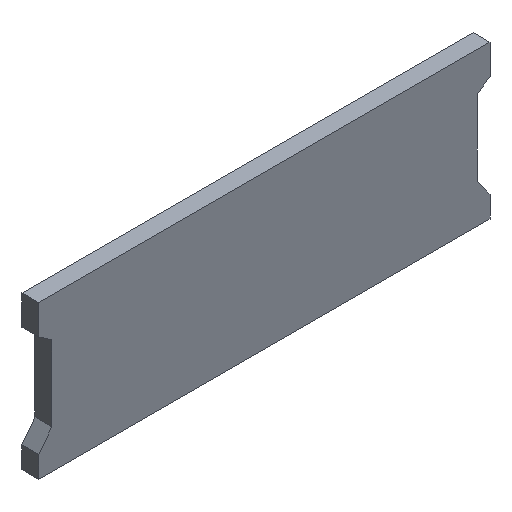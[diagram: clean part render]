
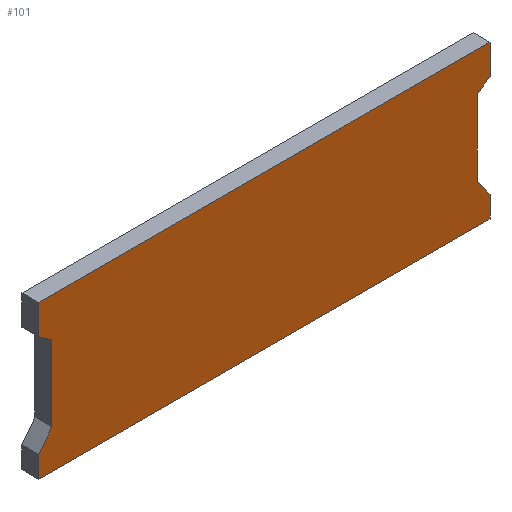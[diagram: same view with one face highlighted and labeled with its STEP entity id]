
A CAD part, isometric view. The second image highlights one B-rep face of the part: STEP entity #101.
In plain terms, the highlighted planar face has unit normal (0, -1, 0).
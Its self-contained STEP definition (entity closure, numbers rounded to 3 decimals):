
#8 = AXIS2_PLACEMENT_3D ( 'NONE', #803, #1175, #243 ) ;
#9 = ORIENTED_EDGE ( 'NONE', *, *, #823, .T. ) ;
#13 = CARTESIAN_POINT ( 'NONE',  ( 147.74, -1.75, 26.327 ) ) ;
#23 = VERTEX_POINT ( 'NONE', #686 ) ;
#25 = CARTESIAN_POINT ( 'NONE',  ( 156.74, -1.75, -38.215 ) ) ;
#36 = VECTOR ( 'NONE', #83, 1000. ) ;
#37 = VERTEX_POINT ( 'NONE', #40 ) ;
#40 = CARTESIAN_POINT ( 'NONE',  ( 156.74, -1.75, 32.542 ) ) ;
#49 = VECTOR ( 'NONE', #541, 1000. ) ;
#51 = ORIENTED_EDGE ( 'NONE', *, *, #1154, .T. ) ;
#54 = LINE ( 'NONE', #410, #464 ) ;
#71 = VECTOR ( 'NONE', #907, 1000. ) ;
#78 = ORIENTED_EDGE ( 'NONE', *, *, #404, .T. ) ;
#79 = CARTESIAN_POINT ( 'NONE',  ( 156.74, -1.75, -53.215 ) ) ;
#83 = DIRECTION ( 'NONE',  ( 0., 0., -1. ) ) ;
#85 = VECTOR ( 'NONE', #668, 1000. ) ;
#101 = ADVANCED_FACE ( 'NONE', ( #423 ), #975, .T. ) ;
#126 = VERTEX_POINT ( 'NONE', #265 ) ;
#158 = CARTESIAN_POINT ( 'NONE',  ( -147.74, -1.75, 26.327 ) ) ;
#164 = CARTESIAN_POINT ( 'NONE',  ( -156.74, -1.75, 32.542 ) ) ;
#227 = EDGE_CURVE ( 'NONE', #23, #126, #285, .T. ) ;
#243 = DIRECTION ( 'NONE',  ( 0., 0., -1. ) ) ;
#248 = CARTESIAN_POINT ( 'NONE',  ( -156.74, -1.75, -53.215 ) ) ;
#265 = CARTESIAN_POINT ( 'NONE',  ( -156.74, -1.75, -38.215 ) ) ;
#285 = LINE ( 'NONE', #1010, #85 ) ;
#292 = VECTOR ( 'NONE', #1035, 1000. ) ;
#302 = CARTESIAN_POINT ( 'NONE',  ( -156.74, -1.75, 53.215 ) ) ;
#305 = LINE ( 'NONE', #493, #292 ) ;
#307 = VECTOR ( 'NONE', #459, 1000. ) ;
#319 = DIRECTION ( 'NONE',  ( 0.823, 0., -0.568 ) ) ;
#327 = VERTEX_POINT ( 'NONE', #302 ) ;
#357 = ORIENTED_EDGE ( 'NONE', *, *, #448, .T. ) ;
#378 = CARTESIAN_POINT ( 'NONE',  ( 156.74, -1.75, -53.215 ) ) ;
#380 = CARTESIAN_POINT ( 'NONE',  ( -156.74, -1.75, 53.215 ) ) ;
#386 = DIRECTION ( 'NONE',  ( 0.823, 0., 0.568 ) ) ;
#404 = EDGE_CURVE ( 'NONE', #515, #23, #54, .T. ) ;
#410 = CARTESIAN_POINT ( 'NONE',  ( -147.74, -1.75, 26.327 ) ) ;
#419 = ORIENTED_EDGE ( 'NONE', *, *, #986, .T. ) ;
#423 = FACE_OUTER_BOUND ( 'NONE', #1132, .T. ) ;
#438 = ORIENTED_EDGE ( 'NONE', *, *, #1052, .T. ) ;
#448 = EDGE_CURVE ( 'NONE', #613, #1115, #714, .T. ) ;
#459 = DIRECTION ( 'NONE',  ( 1., 0., 0. ) ) ;
#460 = ORIENTED_EDGE ( 'NONE', *, *, #1025, .T. ) ;
#464 = VECTOR ( 'NONE', #773, 1000. ) ;
#491 = VERTEX_POINT ( 'NONE', #1070 ) ;
#493 = CARTESIAN_POINT ( 'NONE',  ( 156.74, -1.75, 32.542 ) ) ;
#506 = CARTESIAN_POINT ( 'NONE',  ( -156.74, -1.75, 32.542 ) ) ;
#509 = VERTEX_POINT ( 'NONE', #79 ) ;
#515 = VERTEX_POINT ( 'NONE', #158 ) ;
#516 = CARTESIAN_POINT ( 'NONE',  ( 147.74, -1.75, 26.327 ) ) ;
#520 = VERTEX_POINT ( 'NONE', #516 ) ;
#524 = LINE ( 'NONE', #880, #992 ) ;
#533 = CARTESIAN_POINT ( 'NONE',  ( -156.74, -1.75, -38.215 ) ) ;
#539 = VECTOR ( 'NONE', #319, 1000. ) ;
#541 = DIRECTION ( 'NONE',  ( -0.593, 0., 0.805 ) ) ;
#549 = CARTESIAN_POINT ( 'NONE',  ( 147.74, -1.75, -26. ) ) ;
#555 = LINE ( 'NONE', #378, #71 ) ;
#573 = CARTESIAN_POINT ( 'NONE',  ( 156.74, -1.75, 53.215 ) ) ;
#589 = EDGE_CURVE ( 'NONE', #509, #613, #555, .T. ) ;
#609 = DIRECTION ( 'NONE',  ( 0., 0., 1. ) ) ;
#613 = VERTEX_POINT ( 'NONE', #25 ) ;
#668 = DIRECTION ( 'NONE',  ( -0.593, 0., -0.805 ) ) ;
#673 = LINE ( 'NONE', #533, #36 ) ;
#677 = VECTOR ( 'NONE', #806, 1000. ) ;
#686 = CARTESIAN_POINT ( 'NONE',  ( -147.74, -1.75, -26. ) ) ;
#714 = LINE ( 'NONE', #789, #49 ) ;
#749 = LINE ( 'NONE', #13, #1059 ) ;
#752 = CARTESIAN_POINT ( 'NONE',  ( 156.74, -1.75, 53.215 ) ) ;
#773 = DIRECTION ( 'NONE',  ( 0., 0., -1. ) ) ;
#789 = CARTESIAN_POINT ( 'NONE',  ( 156.74, -1.75, -38.215 ) ) ;
#798 = VERTEX_POINT ( 'NONE', #752 ) ;
#803 = CARTESIAN_POINT ( 'NONE',  ( 0., -1.75, 0. ) ) ;
#806 = DIRECTION ( 'NONE',  ( 0., 0., -1. ) ) ;
#823 = EDGE_CURVE ( 'NONE', #126, #491, #673, .T. ) ;
#831 = ORIENTED_EDGE ( 'NONE', *, *, #937, .T. ) ;
#856 = LINE ( 'NONE', #506, #539 ) ;
#880 = CARTESIAN_POINT ( 'NONE',  ( 147.74, -1.75, -26. ) ) ;
#899 = ORIENTED_EDGE ( 'NONE', *, *, #227, .T. ) ;
#904 = LINE ( 'NONE', #573, #1161 ) ;
#907 = DIRECTION ( 'NONE',  ( 0., 0., 1. ) ) ;
#910 = ORIENTED_EDGE ( 'NONE', *, *, #1093, .T. ) ;
#937 = EDGE_CURVE ( 'NONE', #1115, #520, #524, .T. ) ;
#958 = VERTEX_POINT ( 'NONE', #164 ) ;
#975 = PLANE ( 'NONE',  #8 ) ;
#986 = EDGE_CURVE ( 'NONE', #491, #509, #1054, .T. ) ;
#990 = LINE ( 'NONE', #380, #677 ) ;
#992 = VECTOR ( 'NONE', #609, 1000. ) ;
#1010 = CARTESIAN_POINT ( 'NONE',  ( -147.74, -1.75, -26. ) ) ;
#1025 = EDGE_CURVE ( 'NONE', #520, #37, #749, .T. ) ;
#1035 = DIRECTION ( 'NONE',  ( 0., 0., 1. ) ) ;
#1052 = EDGE_CURVE ( 'NONE', #327, #958, #990, .T. ) ;
#1054 = LINE ( 'NONE', #248, #307 ) ;
#1059 = VECTOR ( 'NONE', #386, 1000. ) ;
#1070 = CARTESIAN_POINT ( 'NONE',  ( -156.74, -1.75, -53.215 ) ) ;
#1093 = EDGE_CURVE ( 'NONE', #798, #327, #904, .T. ) ;
#1095 = DIRECTION ( 'NONE',  ( -1., 0., 0. ) ) ;
#1115 = VERTEX_POINT ( 'NONE', #549 ) ;
#1126 = ORIENTED_EDGE ( 'NONE', *, *, #589, .T. ) ;
#1132 = EDGE_LOOP ( 'NONE', ( #9, #419, #1126, #357, #831, #460, #1158, #910, #438, #51, #78, #899 ) ) ;
#1154 = EDGE_CURVE ( 'NONE', #958, #515, #856, .T. ) ;
#1158 = ORIENTED_EDGE ( 'NONE', *, *, #1176, .T. ) ;
#1161 = VECTOR ( 'NONE', #1095, 1000. ) ;
#1175 = DIRECTION ( 'NONE',  ( 0., -1., 0. ) ) ;
#1176 = EDGE_CURVE ( 'NONE', #37, #798, #305, .T. ) ;
